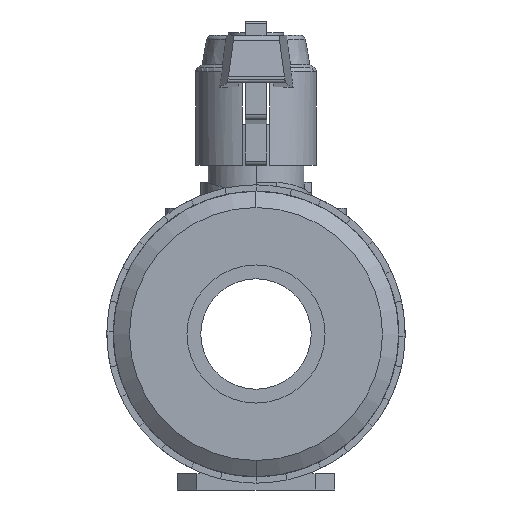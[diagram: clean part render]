
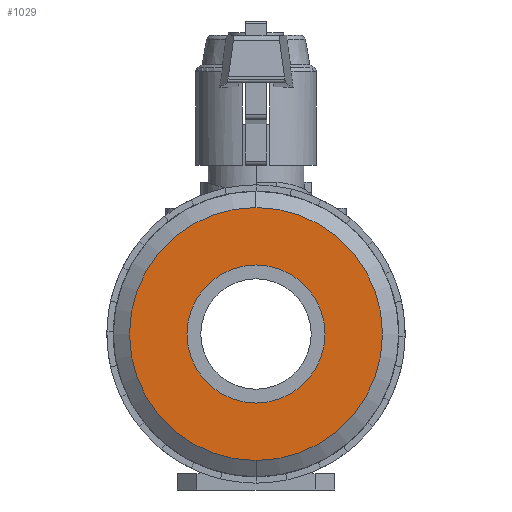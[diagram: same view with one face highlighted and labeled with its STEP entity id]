
A CAD part, left-side view. The second image highlights one B-rep face of the part: STEP entity #1029.
In plain terms, the highlighted planar face has unit normal (-1, 0, 0).
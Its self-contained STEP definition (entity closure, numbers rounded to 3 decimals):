
#1029=ADVANCED_FACE('',(#2073,#2074),#2075,.T.);
#2073=FACE_BOUND('',#3119,.T.);
#2074=FACE_OUTER_BOUND('',#3120,.T.);
#2075=PLANE('',#3121);
#3119=EDGE_LOOP('',(#6374,#6375));
#3120=EDGE_LOOP('',(#6376,#6377));
#3121=AXIS2_PLACEMENT_3D('',#6378,#6379,#6380);
#6374=ORIENTED_EDGE('',*,*,#6467,.F.);
#6375=ORIENTED_EDGE('',*,*,#7771,.F.);
#6376=ORIENTED_EDGE('',*,*,#6509,.F.);
#6377=ORIENTED_EDGE('',*,*,#7772,.F.);
#6378=CARTESIAN_POINT('',(-61.1,0.0,33.588));
#6379=DIRECTION('',(-1.0,0.0,0.0));
#6380=DIRECTION('',(0.0,0.0,1.0));
#6467=EDGE_CURVE('',#7785,#7788,#7789,.T.);
#6509=EDGE_CURVE('',#7866,#7869,#7870,.T.);
#7771=EDGE_CURVE('',#7788,#7785,#9738,.T.);
#7772=EDGE_CURVE('',#7869,#7866,#9739,.T.);
#7785=VERTEX_POINT('',#9752);
#7788=VERTEX_POINT('',#9756);
#7789=CIRCLE('',#9757,25.0);
#7866=VERTEX_POINT('',#9853);
#7869=VERTEX_POINT('',#9857);
#7870=CIRCLE('',#9858,45.825);
#9738=CIRCLE('',#13180,25.0);
#9739=CIRCLE('',#13181,45.825);
#9752=CARTESIAN_POINT('',(-61.1,0.0,31.5));
#9756=CARTESIAN_POINT('',(-61.1,0.,81.5));
#9757=AXIS2_PLACEMENT_3D('',#13194,#13195,#13196);
#9853=CARTESIAN_POINT('',(-61.1,0.0,10.675));
#9857=CARTESIAN_POINT('',(-61.1,0.,102.325));
#9858=AXIS2_PLACEMENT_3D('',#13271,#13272,#13273);
#13180=AXIS2_PLACEMENT_3D('',#14726,#14727,#14728);
#13181=AXIS2_PLACEMENT_3D('',#14729,#14730,#14731);
#13194=CARTESIAN_POINT('',(-61.1,0.0,56.5));
#13195=DIRECTION('',(-1.0,0.0,0.0));
#13196=DIRECTION('',(0.0,0.0,-1.0));
#13271=CARTESIAN_POINT('',(-61.1,0.0,56.5));
#13272=DIRECTION('',(1.0,0.0,0.0));
#13273=DIRECTION('',(0.0,0.0,-1.0));
#14726=CARTESIAN_POINT('',(-61.1,0.0,56.5));
#14727=DIRECTION('',(-1.0,0.0,0.0));
#14728=DIRECTION('',(0.0,0.0,-1.0));
#14729=CARTESIAN_POINT('',(-61.1,0.0,56.5));
#14730=DIRECTION('',(1.0,0.0,0.0));
#14731=DIRECTION('',(0.0,0.0,-1.0));
